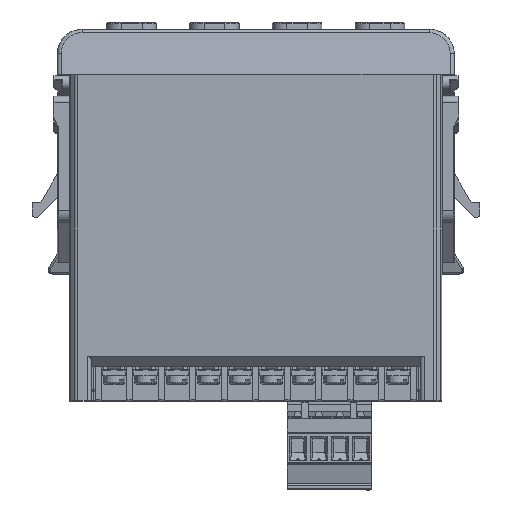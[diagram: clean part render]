
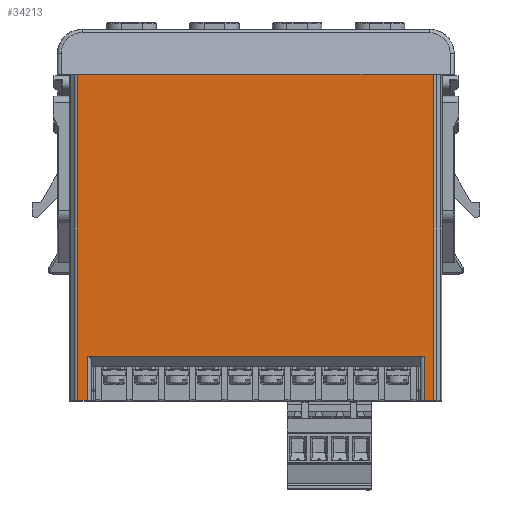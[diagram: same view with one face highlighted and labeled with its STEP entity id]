
A CAD part, front view. The second image highlights one B-rep face of the part: STEP entity #34213.
In plain terms, the highlighted planar face has unit normal (0, -1, 0).
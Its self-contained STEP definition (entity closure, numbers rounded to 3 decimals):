
#11064 = CARTESIAN_POINT ( 'NONE',  ( -43.086, -45., 0. ) ) ;
#11065 = CARTESIAN_POINT ( 'NONE',  ( 43.086, -45., 0. ) ) ;
#19082 = AXIS2_PLACEMENT_3D ( 'NONE', #28841, #28842, #28843 ) ;
#28840 = PLANE ( 'NONE',  #19082 ) ;
#28841 = CARTESIAN_POINT ( 'NONE',  ( -45., -45., -79. ) ) ;
#28842 = DIRECTION ( 'NONE',  ( 0., -1., 0. ) ) ;
#28843 = DIRECTION ( 'NONE',  ( 0., 0., -1. ) ) ;
#29187 = FACE_OUTER_BOUND ( 'NONE', #83628, .T. ) ;
#32410 = VERTEX_POINT ( 'NONE', #11064 ) ;
#32411 = VERTEX_POINT ( 'NONE', #11065 ) ;
#34213 = ADVANCED_FACE ( 'NONE', ( #29187 ), #28840, .T. ) ;
#43075 = CARTESIAN_POINT ( 'NONE',  ( -45., -45., 0. ) ) ;
#43076 = DIRECTION ( 'NONE',  ( 1., 0., 0. ) ) ;
#44088 = LINE ( 'NONE', #43075, #44090 ) ;
#44090 = VECTOR ( 'NONE', #43076, 1000. ) ;
#44861 = LINE ( 'NONE', #47004, #44862 ) ;
#44862 = VECTOR ( 'NONE', #47005, 1000. ) ;
#44863 = LINE ( 'NONE', #47006, #44864 ) ;
#44864 = VECTOR ( 'NONE', #47007, 1000. ) ;
#44865 = LINE ( 'NONE', #47008, #44866 ) ;
#44866 = VECTOR ( 'NONE', #47009, 1000. ) ;
#44867 = LINE ( 'NONE', #47010, #44868 ) ;
#44868 = VECTOR ( 'NONE', #47011, 1000. ) ;
#44869 = LINE ( 'NONE', #47012, #44870 ) ;
#44870 = VECTOR ( 'NONE', #47013, 1000. ) ;
#44871 = LINE ( 'NONE', #47014, #44872 ) ;
#44872 = VECTOR ( 'NONE', #47015, 1000. ) ;
#44873 = LINE ( 'NONE', #47016, #44874 ) ;
#44874 = VECTOR ( 'NONE', #47017, 1000. ) ;
#47004 = CARTESIAN_POINT ( 'NONE',  ( 40.75, -45., -79. ) ) ;
#47005 = DIRECTION ( 'NONE',  ( 0., 0., -1. ) ) ;
#47006 = CARTESIAN_POINT ( 'NONE',  ( 43.086, -45., -78.7 ) ) ;
#47007 = DIRECTION ( 'NONE',  ( 1., 0., 0. ) ) ;
#47008 = CARTESIAN_POINT ( 'NONE',  ( 43.086, -45., -79. ) ) ;
#47009 = DIRECTION ( 'NONE',  ( 0., 0., 1. ) ) ;
#47010 = CARTESIAN_POINT ( 'NONE',  ( -43.086, -45., -79. ) ) ;
#47011 = DIRECTION ( 'NONE',  ( 0., 0., -1. ) ) ;
#47012 = CARTESIAN_POINT ( 'NONE',  ( -40.75, -45., -78.7 ) ) ;
#47013 = DIRECTION ( 'NONE',  ( 1., 0., 0. ) ) ;
#47014 = CARTESIAN_POINT ( 'NONE',  ( -40.75, -45., -68. ) ) ;
#47015 = DIRECTION ( 'NONE',  ( 0., 0., 1. ) ) ;
#47016 = CARTESIAN_POINT ( 'NONE',  ( -45., -45., -68. ) ) ;
#47017 = DIRECTION ( 'NONE',  ( 1., 0., 0. ) ) ;
#62208 = EDGE_CURVE ( 'NONE', #32410, #32411, #44088, .T. ) ;
#63816 = EDGE_CURVE ( 'NONE', #69856, #69857, #44861, .T. ) ;
#63817 = EDGE_CURVE ( 'NONE', #69857, #69858, #44863, .T. ) ;
#63818 = EDGE_CURVE ( 'NONE', #69858, #32411, #44865, .T. ) ;
#63819 = EDGE_CURVE ( 'NONE', #32410, #69859, #44867, .T. ) ;
#63820 = EDGE_CURVE ( 'NONE', #69859, #69860, #44869, .T. ) ;
#63821 = EDGE_CURVE ( 'NONE', #69860, #69861, #44871, .T. ) ;
#63822 = EDGE_CURVE ( 'NONE', #69861, #69856, #44873, .T. ) ;
#65564 = CARTESIAN_POINT ( 'NONE',  ( 40.75, -45., -68. ) ) ;
#65565 = CARTESIAN_POINT ( 'NONE',  ( 40.75, -45., -78.7 ) ) ;
#65567 = CARTESIAN_POINT ( 'NONE',  ( 43.086, -45., -78.7 ) ) ;
#65569 = CARTESIAN_POINT ( 'NONE',  ( -43.086, -45., -78.7 ) ) ;
#65571 = CARTESIAN_POINT ( 'NONE',  ( -40.75, -45., -78.7 ) ) ;
#65572 = CARTESIAN_POINT ( 'NONE',  ( -40.75, -45., -68. ) ) ;
#69856 = VERTEX_POINT ( 'NONE', #65564 ) ;
#69857 = VERTEX_POINT ( 'NONE', #65565 ) ;
#69858 = VERTEX_POINT ( 'NONE', #65567 ) ;
#69859 = VERTEX_POINT ( 'NONE', #65569 ) ;
#69860 = VERTEX_POINT ( 'NONE', #65571 ) ;
#69861 = VERTEX_POINT ( 'NONE', #65572 ) ;
#80130 = ORIENTED_EDGE ( 'NONE', *, *, #63816, .T. ) ;
#80131 = ORIENTED_EDGE ( 'NONE', *, *, #63817, .T. ) ;
#80132 = ORIENTED_EDGE ( 'NONE', *, *, #63818, .T. ) ;
#80133 = ORIENTED_EDGE ( 'NONE', *, *, #62208, .F. ) ;
#80134 = ORIENTED_EDGE ( 'NONE', *, *, #63819, .T. ) ;
#80135 = ORIENTED_EDGE ( 'NONE', *, *, #63820, .T. ) ;
#80136 = ORIENTED_EDGE ( 'NONE', *, *, #63821, .T. ) ;
#80137 = ORIENTED_EDGE ( 'NONE', *, *, #63822, .T. ) ;
#83628 = EDGE_LOOP ( 'NONE', ( #80130, #80131, #80132, #80133, #80134, #80135, #80136, #80137 ) ) ;
